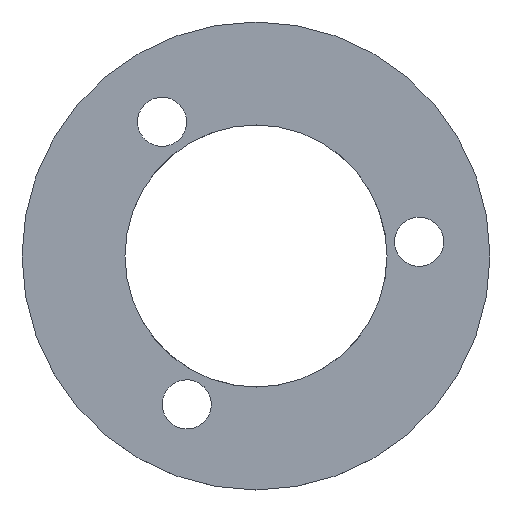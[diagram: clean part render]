
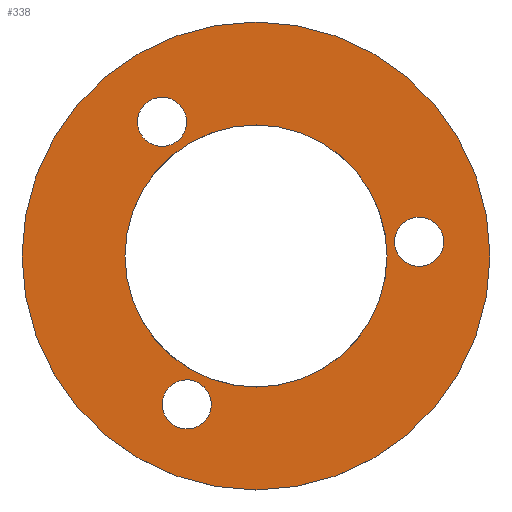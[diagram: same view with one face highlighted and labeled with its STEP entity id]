
A CAD part, top view. The second image highlights one B-rep face of the part: STEP entity #338.
In plain terms, the highlighted planar face has unit normal (0, 0, 1).
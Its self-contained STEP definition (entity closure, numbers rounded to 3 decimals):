
#60=CARTESIAN_POINT('',(0.,0.,0.5));
#61=DIRECTION('',(0.,0.,-1.));
#62=DIRECTION('',(1.,0.,0.));
#63=AXIS2_PLACEMENT_3D('',#60,#61,#62);
#65=CARTESIAN_POINT('',(0.,0.,0.5));
#66=DIRECTION('',(0.,0.,-1.));
#67=DIRECTION('',(-1.,0.,0.));
#68=AXIS2_PLACEMENT_3D('',#65,#66,#67);
#70=CARTESIAN_POINT('',(0.,0.,0.5));
#71=DIRECTION('',(0.,0.,1.));
#72=DIRECTION('',(1.,0.,0.));
#73=AXIS2_PLACEMENT_3D('',#70,#71,#72);
#75=CARTESIAN_POINT('',(0.,0.,0.5));
#76=DIRECTION('',(0.,0.,1.));
#77=DIRECTION('',(-1.,0.,0.));
#78=AXIS2_PLACEMENT_3D('',#75,#76,#77);
#80=CARTESIAN_POINT('',(-2.958,-6.344,0.5));
#81=DIRECTION('',(0.,0.,1.));
#82=DIRECTION('',(0.422,0.907,0.));
#83=AXIS2_PLACEMENT_3D('',#80,#81,#82);
#85=CARTESIAN_POINT('',(-4.015,5.734,0.5));
#86=DIRECTION('',(0.,0.,1.));
#87=DIRECTION('',(-1.,0.,0.));
#88=AXIS2_PLACEMENT_3D('',#85,#86,#87);
#90=CARTESIAN_POINT('',(6.973,0.61,0.5));
#91=DIRECTION('',(0.,0.,1.));
#92=DIRECTION('',(1.,0.,0.));
#93=AXIS2_PLACEMENT_3D('',#90,#91,#92);
#95=CARTESIAN_POINT('',(6.973,0.61,0.5));
#96=DIRECTION('',(0.,0.,1.));
#97=DIRECTION('',(-1.,0.,0.));
#98=AXIS2_PLACEMENT_3D('',#95,#96,#97);
#124=CARTESIAN_POINT('',(-2.958,-6.344,0.5));
#125=DIRECTION('',(0.,0.,-1.));
#126=DIRECTION('',(0.422,0.907,0.));
#127=AXIS2_PLACEMENT_3D('',#124,#125,#126);
#182=CARTESIAN_POINT('',(-4.015,5.734,0.5));
#183=DIRECTION('',(0.,0.,-1.));
#184=DIRECTION('',(-1.,0.,0.));
#185=AXIS2_PLACEMENT_3D('',#182,#183,#184);
#204=CARTESIAN_POINT('',(5.6,0.,0.5));
#205=CARTESIAN_POINT('',(-5.6,0.,0.5));
#206=VERTEX_POINT('',#204);
#207=VERTEX_POINT('',#205);
#208=CARTESIAN_POINT('',(10.,0.,0.5));
#209=CARTESIAN_POINT('',(-10.,0.,0.5));
#210=VERTEX_POINT('',#208);
#211=VERTEX_POINT('',#209);
#219=CARTESIAN_POINT('',(-2.515,-5.392,0.5));
#220=CARTESIAN_POINT('',(-4.008,-6.344,0.5));
#221=VERTEX_POINT('',#219);
#222=VERTEX_POINT('',#220);
#225=CARTESIAN_POINT('',(-5.065,5.734,0.5));
#226=CARTESIAN_POINT('',(-3.415,4.872,0.5));
#227=VERTEX_POINT('',#225);
#228=VERTEX_POINT('',#226);
#234=CARTESIAN_POINT('',(8.023,0.61,0.5));
#235=CARTESIAN_POINT('',(5.923,0.61,0.5));
#236=VERTEX_POINT('',#234);
#237=VERTEX_POINT('',#235);
#305=CARTESIAN_POINT('',(0.,0.,0.5));
#306=DIRECTION('',(0.,0.,1.));
#307=DIRECTION('',(1.,0.,0.));
#308=AXIS2_PLACEMENT_3D('',#305,#306,#307);
#309=PLANE('',#308);
#310=ORIENTED_EDGE('',*,*,#285,.F.);
#311=ORIENTED_EDGE('',*,*,#299,.F.);
#312=EDGE_LOOP('',(#310,#311));
#313=FACE_OUTER_BOUND('',#312,.F.);
#315=ORIENTED_EDGE('',*,*,#314,.F.);
#317=ORIENTED_EDGE('',*,*,#316,.F.);
#318=EDGE_LOOP('',(#315,#317));
#319=FACE_BOUND('',#318,.F.);
#321=ORIENTED_EDGE('',*,*,#320,.F.);
#323=ORIENTED_EDGE('',*,*,#322,.T.);
#324=EDGE_LOOP('',(#321,#323));
#325=FACE_BOUND('',#324,.F.);
#327=ORIENTED_EDGE('',*,*,#326,.T.);
#329=ORIENTED_EDGE('',*,*,#328,.F.);
#330=EDGE_LOOP('',(#327,#329));
#331=FACE_BOUND('',#330,.F.);
#333=ORIENTED_EDGE('',*,*,#332,.T.);
#335=ORIENTED_EDGE('',*,*,#334,.T.);
#336=EDGE_LOOP('',(#333,#335));
#337=FACE_BOUND('',#336,.F.);
#338=ADVANCED_FACE('',(#313,#319,#325,#331,#337),#309,.T.);
#64=CIRCLE('',#63,5.6);
#69=CIRCLE('',#68,5.6);
#74=CIRCLE('',#73,10.);
#79=CIRCLE('',#78,10.);
#84=CIRCLE('',#83,1.05);
#89=CIRCLE('',#88,1.05);
#94=CIRCLE('',#93,1.05);
#99=CIRCLE('',#98,1.05);
#128=CIRCLE('',#127,1.05);
#186=CIRCLE('',#185,1.05);
#285=EDGE_CURVE('',#210,#211,#74,.T.);
#299=EDGE_CURVE('',#211,#210,#79,.T.);
#314=EDGE_CURVE('',#206,#207,#64,.T.);
#316=EDGE_CURVE('',#207,#206,#69,.T.);
#320=EDGE_CURVE('',#221,#222,#128,.T.);
#322=EDGE_CURVE('',#221,#222,#84,.T.);
#326=EDGE_CURVE('',#227,#228,#89,.T.);
#328=EDGE_CURVE('',#227,#228,#186,.T.);
#332=EDGE_CURVE('',#236,#237,#94,.T.);
#334=EDGE_CURVE('',#237,#236,#99,.T.);
